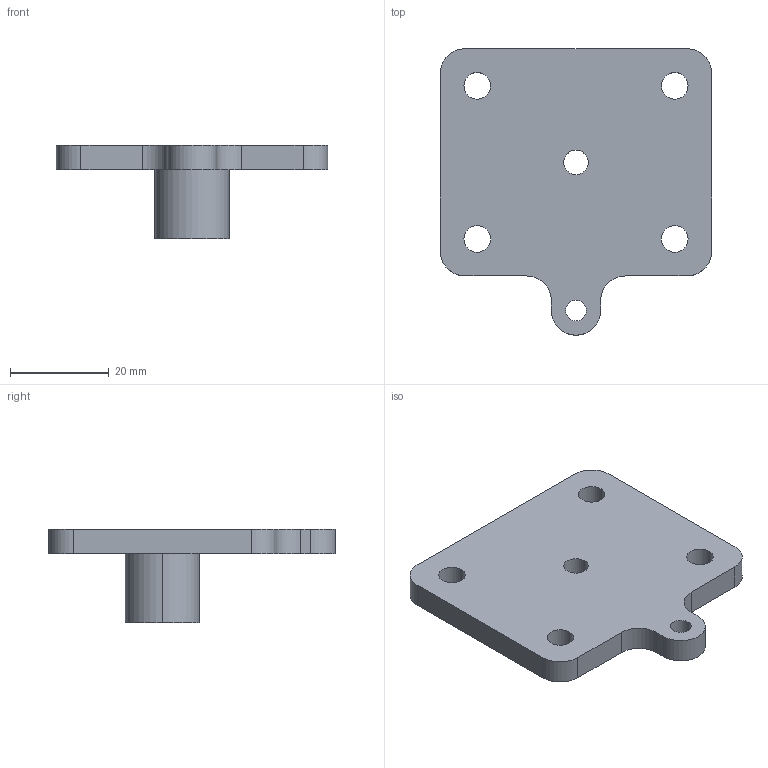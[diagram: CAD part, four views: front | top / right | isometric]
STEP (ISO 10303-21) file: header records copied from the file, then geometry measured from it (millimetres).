
FILE_DESCRIPTION (( 'STEP AP214' ), '1' );
FILE_NAME ('ROV_USI_020_D_Module Piquage_Couvercle capteur_Support ressort.STEP', '2021-11-04T13:11:48', ( '' ), ( '' ), 'SwSTEP 2.0', 'SolidWorks 2021', '' );
FILE_SCHEMA (( 'AUTOMOTIVE_DESIGN' ));
Length unit declared in the file: millimetre
Products named in the file (1): ROV_USI_020_D_Module Piquage_Couvercle capteur_Support ressort
Bounding box: 55 x 58 x 19 mm (x, y, z)
Volume: 14716.3 mm3; surface area: 7414.5 mm2
Topology: 1 solids, 1 shells, 31 faces, 84 edges, 56 vertices
Faces by surface type: cylinder 21, plane 10
Entity records: 1102 total; most frequent: DIRECTION 190, CARTESIAN_POINT 172, ORIENTED_EDGE 168, EDGE_CURVE 84, AXIS2_PLACEMENT_3D 74, VERTEX_POINT 56, EDGE_LOOP 44, CIRCLE 42
